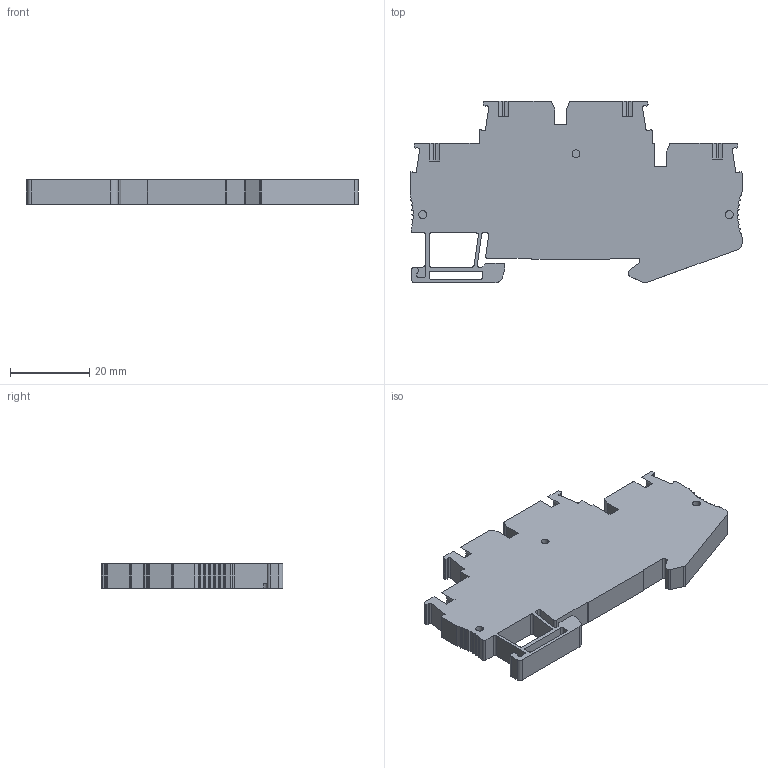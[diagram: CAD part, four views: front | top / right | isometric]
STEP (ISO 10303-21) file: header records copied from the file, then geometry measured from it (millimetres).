
FILE_DESCRIPTION((''),'2;1');
FILE_NAME('PRT0002','2021-08-14T',('ASUS'),(''),'PRO/ENGINEER BY PARAMETRIC TECHNOLOGY CORPORATION, 2013230','PRO/ENGINEER BY PARAMETRIC TECHNOLOGY CORPORATION, 2013230','');
FILE_SCHEMA(('CONFIG_CONTROL_DESIGN'));
Length unit declared in the file: millimetre
Products named in the file (1): PRT0002
Bounding box: 83.6 x 45.8 x 6.2 mm (x, y, z)
Volume: 16817 mm3; surface area: 8404.3 mm2
Topology: 1 solids, 1 shells, 228 faces, 669 edges, 446 vertices
Faces by surface type: plane 131, cylinder 97
Entity records: 7654 total; most frequent: CARTESIAN_POINT 1343, ORIENTED_EDGE 1338, DIRECTION 1320, EDGE_CURVE 669, VECTOR 474, LINE 474, VERTEX_POINT 446, AXIS2_PLACEMENT_3D 423
